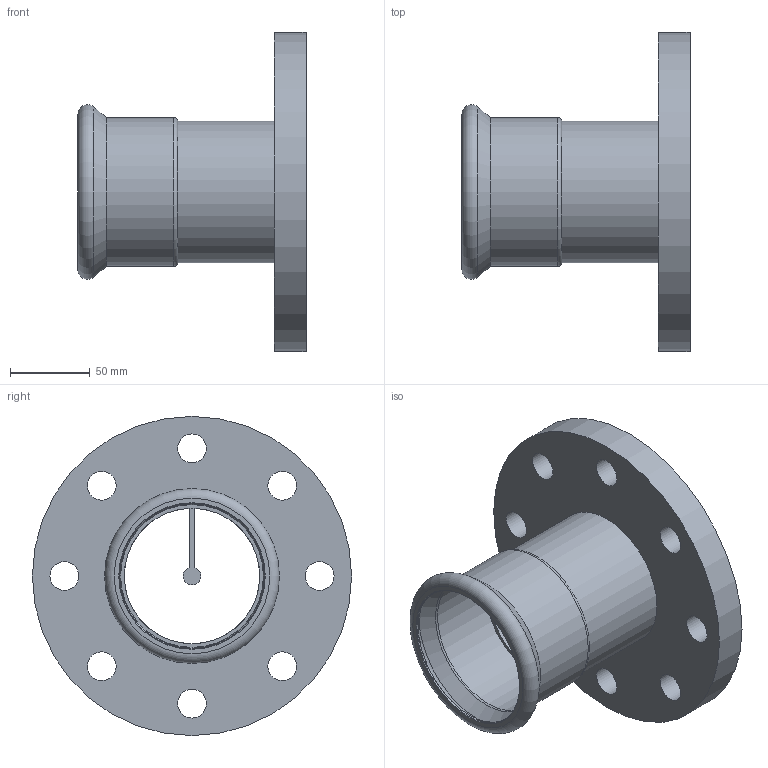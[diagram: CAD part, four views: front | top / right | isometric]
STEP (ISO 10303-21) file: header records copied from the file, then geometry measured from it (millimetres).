
FILE_DESCRIPTION(/* description */ (''),/* implementation_level */ '2;1');
FILE_NAME(/* name */ '33710.stp',/* time_stamp */ '2014-04-01T20:24:07+02:00',/* author */ ('bruh'),/* organization */ (''),/* preprocessor_version */ 'ST-DEVELOPER v15.2',/* originating_system */ 'Autodesk Inventor 2014',/* authorisation */ '');
FILE_SCHEMA (('AUTOMOTIVE_DESIGN { 1 0 10303 214 3 1 1 }'));
Length unit declared in the file: millimetre
Products named in the file (3): 100197; 90729; 33710
Bounding box: 143 x 200 x 200 mm (x, y, z)
Volume: 541711.4 mm3; surface area: 153711.8 mm2
Topology: 2 solids, 2 shells, 35 faces, 75 edges, 47 vertices
Faces by surface type: cylinder 17, plane 10, cone 4, torus 4
Full cylindrical faces by diameter (mm): 18 x8, 84.9 x1, 88.7 x1, 88.9 x1, 89.3 x1, 89.5 x1, 91 x1, 93.5 x1, 200 x1
Entity records: 972 total; most frequent: DIRECTION 172, CARTESIAN_POINT 136, ORIENTED_EDGE 100, EDGE_LOOP 82, AXIS2_PLACEMENT_3D 82, FACE_BOUND 51, EDGE_CURVE 50, VERTEX_POINT 46
